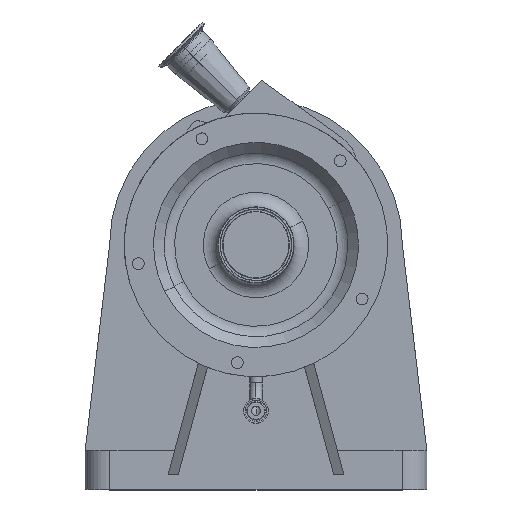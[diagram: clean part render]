
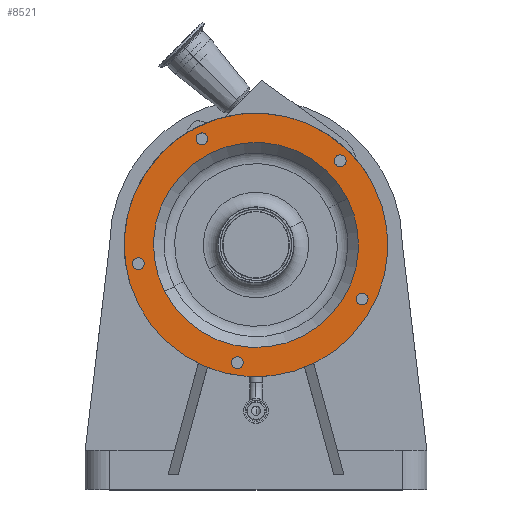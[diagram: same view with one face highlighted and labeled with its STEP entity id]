
A CAD part, top view. The second image highlights one B-rep face of the part: STEP entity #8521.
In plain terms, the highlighted planar face has unit normal (0, 0, 1).
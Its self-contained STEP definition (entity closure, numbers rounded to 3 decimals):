
#1419 = DIRECTION ( 'NONE',  ( -0.156, 0.988, 0. ) ) ;
#1590 = DIRECTION ( 'NONE',  ( 0., 0., 1. ) ) ;
#1591 = AXIS2_PLACEMENT_3D ( 'NONE', #1604, #1590, #1419 ) ;
#1600 = CIRCLE ( 'NONE', #1591, 6. ) ;
#1604 = CARTESIAN_POINT ( 'NONE',  ( -120.498, -19.085, 284. ) ) ;
#1772 = AXIS2_PLACEMENT_3D ( 'NONE', #1791, #1778, #1781 ) ;
#1773 = CIRCLE ( 'NONE', #1775, 105. ) ;
#1775 = AXIS2_PLACEMENT_3D ( 'NONE', #1786, #1785, #1784 ) ;
#1778 = DIRECTION ( 'NONE',  ( 0., 0., 1. ) ) ;
#1781 = DIRECTION ( 'NONE',  ( 0.891, 0.454, 0. ) ) ;
#1784 = DIRECTION ( 'NONE',  ( 0.891, 0.454, 0. ) ) ;
#1785 = DIRECTION ( 'NONE',  ( 0., 0., 1. ) ) ;
#1786 = CARTESIAN_POINT ( 'NONE',  ( 0., 0., 284. ) ) ;
#1791 = CARTESIAN_POINT ( 'NONE',  ( -55.387, 108.703, 284. ) ) ;
#1795 = CIRCLE ( 'NONE', #1772, 6. ) ;
#2902 = CARTESIAN_POINT ( 'NONE',  ( -19.085, -120.498, 284. ) ) ;
#2903 = AXIS2_PLACEMENT_3D ( 'NONE', #2902, #2907, #2906 ) ;
#2905 = CIRCLE ( 'NONE', #2903, 6. ) ;
#2906 = DIRECTION ( 'NONE',  ( -0.988, 0.156, 0. ) ) ;
#2907 = DIRECTION ( 'NONE',  ( 0., 0., 1. ) ) ;
#2985 = DIRECTION ( 'NONE',  ( -0.454, -0.891, 0. ) ) ;
#2986 = DIRECTION ( 'NONE',  ( 0., 0., 1. ) ) ;
#2987 = AXIS2_PLACEMENT_3D ( 'NONE', #2993, #2986, #2985 ) ;
#2993 = CARTESIAN_POINT ( 'NONE',  ( 108.703, -55.387, 284. ) ) ;
#2996 = CIRCLE ( 'NONE', #2987, 6. ) ;
#3677 = CARTESIAN_POINT ( 'NONE',  ( 82.024, 90.51, 284. ) ) ;
#3697 = DIRECTION ( 'NONE',  ( 0.707, -0.707, 0. ) ) ;
#3698 = DIRECTION ( 'NONE',  ( 0., 0., 1. ) ) ;
#3699 = CARTESIAN_POINT ( 'NONE',  ( 86.267, 86.267, 284. ) ) ;
#3700 = AXIS2_PLACEMENT_3D ( 'NONE', #3699, #3698, #3697 ) ;
#3705 = CARTESIAN_POINT ( 'NONE',  ( 90.51, 82.024, 284. ) ) ;
#3707 = CIRCLE ( 'NONE', #3700, 6. ) ;
#3803 = CARTESIAN_POINT ( 'NONE',  ( -120.286, -61.289, 284. ) ) ;
#3817 = CARTESIAN_POINT ( 'NONE',  ( 105.979, -60.733, 284. ) ) ;
#3818 = CARTESIAN_POINT ( 'NONE',  ( -60.733, 105.979, 284. ) ) ;
#3820 = CARTESIAN_POINT ( 'NONE',  ( 108.703, -55.387, 284. ) ) ;
#3821 = CIRCLE ( 'NONE', #3884, 6. ) ;
#3826 = CARTESIAN_POINT ( 'NONE',  ( 111.427, -50.041, 284. ) ) ;
#3868 = DIRECTION ( 'NONE',  ( 0.891, 0.454, 0. ) ) ;
#3869 = DIRECTION ( 'NONE',  ( 0., 0., 1. ) ) ;
#3870 = CARTESIAN_POINT ( 'NONE',  ( 0., 0., 284. ) ) ;
#3871 = AXIS2_PLACEMENT_3D ( 'NONE', #3870, #3869, #3868 ) ;
#3881 = CIRCLE ( 'NONE', #3871, 105. ) ;
#3882 = DIRECTION ( 'NONE',  ( -0.454, -0.891, 0. ) ) ;
#3883 = DIRECTION ( 'NONE',  ( 0., 0., 1. ) ) ;
#3884 = AXIS2_PLACEMENT_3D ( 'NONE', #3820, #3883, #3882 ) ;
#3902 = DIRECTION ( 'NONE',  ( 0.891, 0.454, 0. ) ) ;
#3903 = DIRECTION ( 'NONE',  ( 0., 0., 1. ) ) ;
#3904 = CARTESIAN_POINT ( 'NONE',  ( -55.387, 108.703, 284. ) ) ;
#3915 = CIRCLE ( 'NONE', #3917, 6. ) ;
#3917 = AXIS2_PLACEMENT_3D ( 'NONE', #3904, #3903, #3902 ) ;
#3920 = AXIS2_PLACEMENT_3D ( 'NONE', #3961, #3960, #3959 ) ;
#3959 = DIRECTION ( 'NONE',  ( -0.988, 0.156, 0. ) ) ;
#3960 = DIRECTION ( 'NONE',  ( 0., 0., 1. ) ) ;
#3961 = CARTESIAN_POINT ( 'NONE',  ( -19.085, -120.498, 284. ) ) ;
#3972 = CARTESIAN_POINT ( 'NONE',  ( -25.011, -119.559, 284. ) ) ;
#3973 = CIRCLE ( 'NONE', #3920, 6. ) ;
#3996 = CARTESIAN_POINT ( 'NONE',  ( -50.041, 111.427, 284. ) ) ;
#3997 = CARTESIAN_POINT ( 'NONE',  ( -93.556, -47.669, 284. ) ) ;
#4003 = CARTESIAN_POINT ( 'NONE',  ( -13.159, -121.437, 284. ) ) ;
#4007 = CARTESIAN_POINT ( 'NONE',  ( -119.559, -25.011, 284. ) ) ;
#4178 = CARTESIAN_POINT ( 'NONE',  ( -121.437, -13.159, 284. ) ) ;
#4195 = CARTESIAN_POINT ( 'NONE',  ( 93.556, 47.669, 284. ) ) ;
#4220 = AXIS2_PLACEMENT_3D ( 'NONE', #4265, #4247, #4246 ) ;
#4246 = DIRECTION ( 'NONE',  ( -0.156, 0.988, 0. ) ) ;
#4247 = DIRECTION ( 'NONE',  ( 0., 0., 1. ) ) ;
#4255 = CIRCLE ( 'NONE', #4220, 6. ) ;
#4265 = CARTESIAN_POINT ( 'NONE',  ( -120.498, -19.085, 284. ) ) ;
#4301 = CIRCLE ( 'NONE', #4333, 135. ) ;
#4332 = DIRECTION ( 'NONE',  ( 0.891, 0.454, 0. ) ) ;
#4333 = AXIS2_PLACEMENT_3D ( 'NONE', #4341, #4344, #4332 ) ;
#4341 = CARTESIAN_POINT ( 'NONE',  ( 0., 0., 284. ) ) ;
#4344 = DIRECTION ( 'NONE',  ( 0., 0., 1. ) ) ;
#4386 = CARTESIAN_POINT ( 'NONE',  ( 120.286, 61.289, 284. ) ) ;
#5466 = FACE_BOUND ( 'NONE', #8500, .T. ) ;
#5467 = FACE_BOUND ( 'NONE', #8534, .T. ) ;
#5469 = PLANE ( 'NONE',  #5510 ) ;
#5494 = DIRECTION ( 'NONE',  ( 0.707, -0.707, 0. ) ) ;
#5495 = AXIS2_PLACEMENT_3D ( 'NONE', #5504, #5511, #5494 ) ;
#5498 = CIRCLE ( 'NONE', #5495, 6. ) ;
#5504 = CARTESIAN_POINT ( 'NONE',  ( 86.267, 86.267, 284. ) ) ;
#5507 = DIRECTION ( 'NONE',  ( -0.891, -0.454, 0. ) ) ;
#5508 = DIRECTION ( 'NONE',  ( 0., 0., -1. ) ) ;
#5510 = AXIS2_PLACEMENT_3D ( 'NONE', #5517, #5508, #5507 ) ;
#5511 = DIRECTION ( 'NONE',  ( 0., 0., 1. ) ) ;
#5512 = FACE_BOUND ( 'NONE', #5664, .T. ) ;
#5513 = FACE_OUTER_BOUND ( 'NONE', #5656, .T. ) ;
#5514 = FACE_BOUND ( 'NONE', #5866, .T. ) ;
#5516 = FACE_BOUND ( 'NONE', #5641, .T. ) ;
#5517 = CARTESIAN_POINT ( 'NONE',  ( -17.706, 34.749, 284. ) ) ;
#5518 = FACE_BOUND ( 'NONE', #8587, .T. ) ;
#5525 = CIRCLE ( 'NONE', #5544, 135. ) ;
#5541 = DIRECTION ( 'NONE',  ( 0.891, 0.454, 0. ) ) ;
#5542 = DIRECTION ( 'NONE',  ( 0., 0., 1. ) ) ;
#5543 = CARTESIAN_POINT ( 'NONE',  ( 0., 0., 284. ) ) ;
#5544 = AXIS2_PLACEMENT_3D ( 'NONE', #5543, #5542, #5541 ) ;
#5640 = ORIENTED_EDGE ( 'NONE', *, *, #5858, .F. ) ;
#5641 = EDGE_LOOP ( 'NONE', ( #5856, #8572 ) ) ;
#5642 = EDGE_CURVE ( 'NONE', #7818, #7697, #1600, .T. ) ;
#5648 = ORIENTED_EDGE ( 'NONE', *, *, #7688, .F. ) ;
#5655 = EDGE_CURVE ( 'NONE', #7706, #7644, #1795, .T. ) ;
#5656 = EDGE_LOOP ( 'NONE', ( #5862, #5663 ) ) ;
#5659 = ORIENTED_EDGE ( 'NONE', *, *, #7655, .F. ) ;
#5663 = ORIENTED_EDGE ( 'NONE', *, *, #8544, .T. ) ;
#5664 = EDGE_LOOP ( 'NONE', ( #5666, #5675 ) ) ;
#5665 = EDGE_CURVE ( 'NONE', #7805, #7703, #1773, .T. ) ;
#5666 = ORIENTED_EDGE ( 'NONE', *, *, #5665, .F. ) ;
#5675 = ORIENTED_EDGE ( 'NONE', *, *, #7640, .F. ) ;
#5856 = ORIENTED_EDGE ( 'NONE', *, *, #5642, .F. ) ;
#5857 = ORIENTED_EDGE ( 'NONE', *, *, #5655, .F. ) ;
#5858 = EDGE_CURVE ( 'NONE', #7689, #7708, #2905, .T. ) ;
#5860 = ORIENTED_EDGE ( 'NONE', *, *, #7634, .F. ) ;
#5862 = ORIENTED_EDGE ( 'NONE', *, *, #7879, .T. ) ;
#5863 = ORIENTED_EDGE ( 'NONE', *, *, #7344, .F. ) ;
#5866 = EDGE_LOOP ( 'NONE', ( #8577, #5863 ) ) ;
#5867 = EDGE_CURVE ( 'NONE', #7635, #7636, #2996, .T. ) ;
#7343 = VERTEX_POINT ( 'NONE', #3705 ) ;
#7344 = EDGE_CURVE ( 'NONE', #7358, #7343, #3707, .T. ) ;
#7358 = VERTEX_POINT ( 'NONE', #3677 ) ;
#7622 = VERTEX_POINT ( 'NONE', #3803 ) ;
#7634 = EDGE_CURVE ( 'NONE', #7636, #7635, #3821, .T. ) ;
#7635 = VERTEX_POINT ( 'NONE', #3817 ) ;
#7636 = VERTEX_POINT ( 'NONE', #3826 ) ;
#7640 = EDGE_CURVE ( 'NONE', #7703, #7805, #3881, .T. ) ;
#7644 = VERTEX_POINT ( 'NONE', #3818 ) ;
#7655 = EDGE_CURVE ( 'NONE', #7644, #7706, #3915, .T. ) ;
#7688 = EDGE_CURVE ( 'NONE', #7708, #7689, #3973, .T. ) ;
#7689 = VERTEX_POINT ( 'NONE', #3972 ) ;
#7697 = VERTEX_POINT ( 'NONE', #4007 ) ;
#7703 = VERTEX_POINT ( 'NONE', #3997 ) ;
#7706 = VERTEX_POINT ( 'NONE', #3996 ) ;
#7708 = VERTEX_POINT ( 'NONE', #4003 ) ;
#7805 = VERTEX_POINT ( 'NONE', #4195 ) ;
#7818 = VERTEX_POINT ( 'NONE', #4178 ) ;
#7823 = EDGE_CURVE ( 'NONE', #7697, #7818, #4255, .T. ) ;
#7879 = EDGE_CURVE ( 'NONE', #7891, #7622, #4301, .T. ) ;
#7891 = VERTEX_POINT ( 'NONE', #4386 ) ;
#8500 = EDGE_LOOP ( 'NONE', ( #5640, #5648 ) ) ;
#8521 = ADVANCED_FACE ( 'NONE', ( #5514, #5467, #5466, #5516, #5518, #5513, #5512 ), #5469, .F. ) ;
#8522 = ORIENTED_EDGE ( 'NONE', *, *, #5867, .F. ) ;
#8533 = EDGE_CURVE ( 'NONE', #7343, #7358, #5498, .T. ) ;
#8534 = EDGE_LOOP ( 'NONE', ( #8522, #5860 ) ) ;
#8544 = EDGE_CURVE ( 'NONE', #7622, #7891, #5525, .T. ) ;
#8572 = ORIENTED_EDGE ( 'NONE', *, *, #7823, .F. ) ;
#8577 = ORIENTED_EDGE ( 'NONE', *, *, #8533, .F. ) ;
#8587 = EDGE_LOOP ( 'NONE', ( #5857, #5659 ) ) ;
